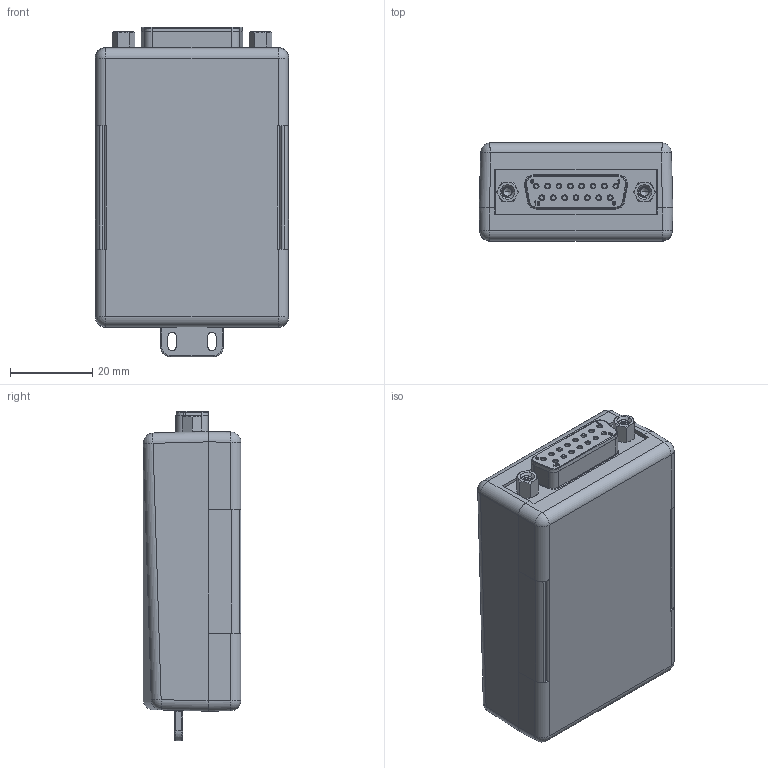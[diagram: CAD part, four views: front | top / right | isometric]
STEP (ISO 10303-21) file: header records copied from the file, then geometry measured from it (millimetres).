
FILE_DESCRIPTION (( 'STEP AP214' ), '1' );
FILE_NAME ('DGB15FT-CVR.STEP', '2015-08-31T15:28:22', ( 'L-Com' ), ( 'L-Com Global Connectivity' ), 'SwSTEP 2.0', 'SolidWorks 2014', '' );
FILE_SCHEMA (( 'AUTOMOTIVE_DESIGN' ));
Length unit declared in the file: millimetre
Products named in the file (12): DGB FIELD TERM HEX SCREW; 3AB16-001; 3AA01-017_3AA01-008-125; 3AA02-010; DGB15FT-MA3; DGB15FT-MA2; DGB15FT-MA1; DGB15FT-CVR; 1AG01-222; 1AG01-249; DGB15FT
Assembly tree (21 placements, depth 4):
  DGB15FT-CVR
    DGB15FT
      DGB15FT-MA1
      DGB15FT-MA2
      DGB15FT-MA3
      3AA02-010  x2
      3AB16-001  x2
        3AB16-001
        3AA01-017_3AA01-008-125
      DGB FIELD TERM HEX SCREW  x2
    1AG01-249
    1AG01-222
Bounding box: 47.1 x 23.8 x 80.24 mm (x, y, z)
Volume: 29708.5 mm3; surface area: 37571.1 mm2
Topology: 27 solids, 27 shells, 2055 faces, 5072 edges, 3215 vertices
Faces by surface type: plane 1215, cylinder 429, bspline 197, cone 123, sphere 48, torus 43
Entity records: 57097 total; most frequent: CARTESIAN_POINT 20223, ORIENTED_EDGE 6866, DIRECTION 5868, EDGE_CURVE 3433, LINE 2262, VECTOR 2262, VERTEX_POINT 2212, AXIS2_PLACEMENT_3D 1803
